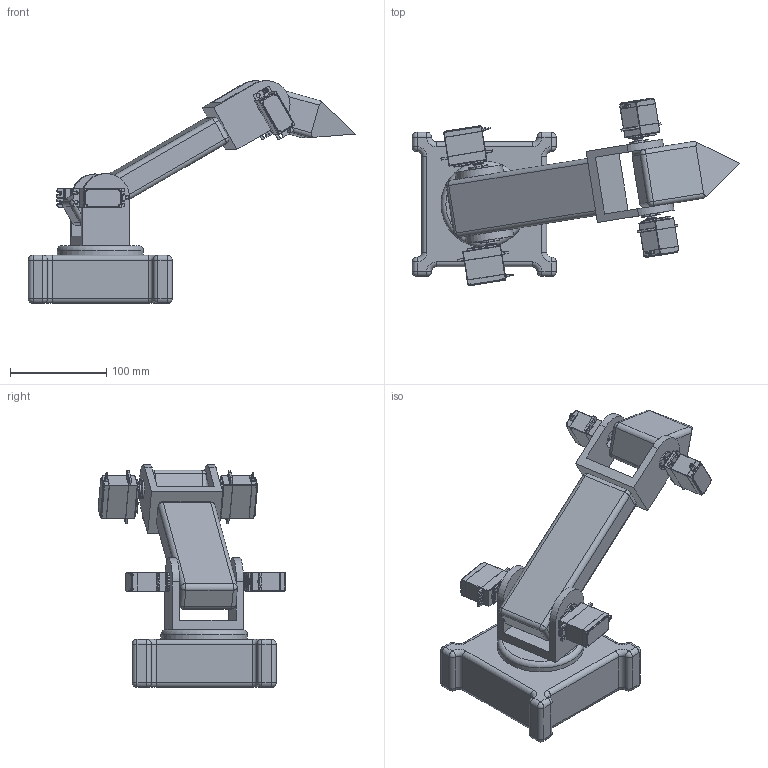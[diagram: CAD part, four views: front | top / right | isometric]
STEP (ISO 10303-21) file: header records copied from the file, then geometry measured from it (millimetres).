
FILE_DESCRIPTION(/* description */ ('STEP AP242','CAx-IF Rec.Pracs.---Representation and Presentation of Product Manufacturing Information (PMI)---4.0---2014-10-13','CAx-IF Rec.Pracs.---3D Tessellated Geometry---0.4---2014-09-14','2;1'),/* implementation_level */ '2;1');
FILE_NAME(/* name */ '68a97b4ed66f572aa96a3479',/* time_stamp */ '2025-08-23T08:26:56Z',/* author */ (''),/* organization */ (''),/* preprocessor_version */ 'ST-DEVELOPER v20',/* originating_system */ 'ONSHAPE BY PTC INC, 1.202',/* authorisation */ ' ');
FILE_SCHEMA (('AP242_MANAGED_MODEL_BASED_3D_ENGINEERING_MIM_LF { 1 0 10303 442 1 1 4 }'));
Length unit declared in the file: metre
Products named in the file (19): Assembly 1; MG995_Assembly <2>; MG995; servo_horn_25T_20mm_round_v4 <1>; servo_horn_25T_20mm_round_v4.step (1) <1>; servo_horn_25T_20mm_round_v4.step; Link_1; Base; Link_2; Link_3; MG995_Assembly <4>; MG995_Assembly <1>; MG995_Assembly <3>
Assembly tree (25 placements, depth 5):
  Assembly 1
    MG995_Assembly <2>
      MG995
      servo_horn_25T_20mm_round_v4 <1>
        servo_horn_25T_20mm_round_v4.step (1) <1>
          servo_horn_25T_20mm_round_v4.step
    Link_1  x2
    Base
    Link_2
    Link_3
    MG995_Assembly <4>
      MG995
      servo_horn_25T_20mm_round_v4 <1>
        servo_horn_25T_20mm_round_v4.step (1) <1>
          servo_horn_25T_20mm_round_v4.step
    MG995_Assembly <1>
      MG995
      servo_horn_25T_20mm_round_v4 <1>
        servo_horn_25T_20mm_round_v4.step (1) <1>
          servo_horn_25T_20mm_round_v4.step
    MG995_Assembly <3>
      servo_horn_25T_20mm_round_v4 <1>
        servo_horn_25T_20mm_round_v4.step (1) <1>
          servo_horn_25T_20mm_round_v4.step
      MG995
Bounding box: 341.16 x 195.38 x 231.89 mm (x, y, z)
Volume: 1745109.8 mm3; surface area: 199611.3 mm2
Topology: 13 solids, 13 shells, 2422 faces, 6702 edges, 4371 vertices
Faces by surface type: cylinder 1031, plane 974, torus 169, cone 160, sphere 44, bspline 44
Full cylindrical faces by diameter (mm): 2.529 x64, 3 x4, 3.086 x48, 9 x4, 20 x10, 90 x1
Entity records: 29149 total; most frequent: CARTESIAN_POINT 10029, ORIENTED_EDGE 3810, DIRECTION 3557, EDGE_CURVE 1905, AXIS2_PLACEMENT_3D 1312, VERTEX_POINT 1224, LINE 933, VECTOR 933
